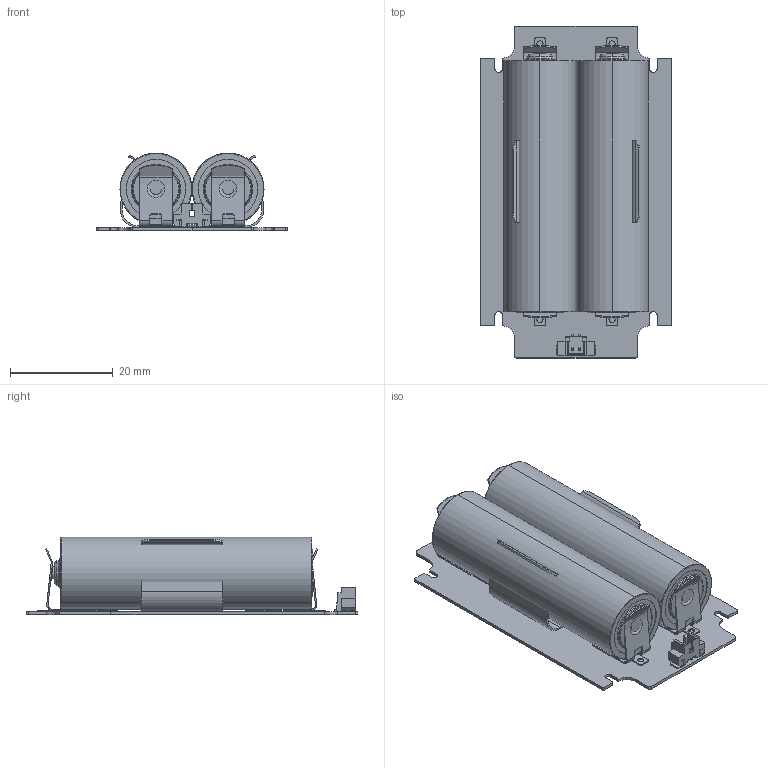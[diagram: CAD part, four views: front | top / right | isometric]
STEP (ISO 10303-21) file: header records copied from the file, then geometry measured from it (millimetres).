
FILE_DESCRIPTION(('KiCad electronic assembly'),'2;1');
FILE_NAME('GN_BatteryHolder.step','2020-11-30T14:25:13',('An Author'),( 'A Company'),'Open CASCADE STEP processor 6.9', 'KiCad to STEP converter','Unknown');
FILE_SCHEMA(('AUTOMOTIVE_DESIGN { 1 0 10303 214 1 1 1 1 }'));
Length unit declared in the file: millimetre
Products named in the file (10): Open CASCADE STEP translator 6.9 1; keystone-PN69; SOLID; keystone-PN57; AA_Duracell_Body-Plain; Molex_PicoBlade_53398-0271_1x02-1MP_P1.25mm_Vertical; COMPOUND
Assembly tree (13 placements, depth 3):
  Open CASCADE STEP translator 6.9 1
    keystone-PN69
      SOLID
    keystone-PN57  x4
      SOLID
    AA_Duracell_Body-Plain  x2
      SOLID
    Molex_PicoBlade_53398-0271_1x02-1MP_P1.25mm_Vertical
      SOLID
    COMPOUND
Bounding box: 37 x 64.5 x 15.15 mm (x, y, z)
Volume: 16942.1 mm3; surface area: 12772.7 mm2
Topology: 9 solids, 9 shells, 609 faces, 1425 edges, 846 vertices
Faces by surface type: plane 413, cylinder 144, torus 32, sphere 8, cone 8, bspline 4
Full cylindrical faces by diameter (mm): 1.194 x4, 2.337 x4, 2.489 x4
Entity records: 23108 total; most frequent: CARTESIAN_POINT 4550, DIRECTION 3364, LINE 2170, VECTOR 2170, ORIENTED_EDGE 1720, PCURVE 1720, DEFINITIONAL_REPRESENTATION 1720, EDGE_CURVE 860
